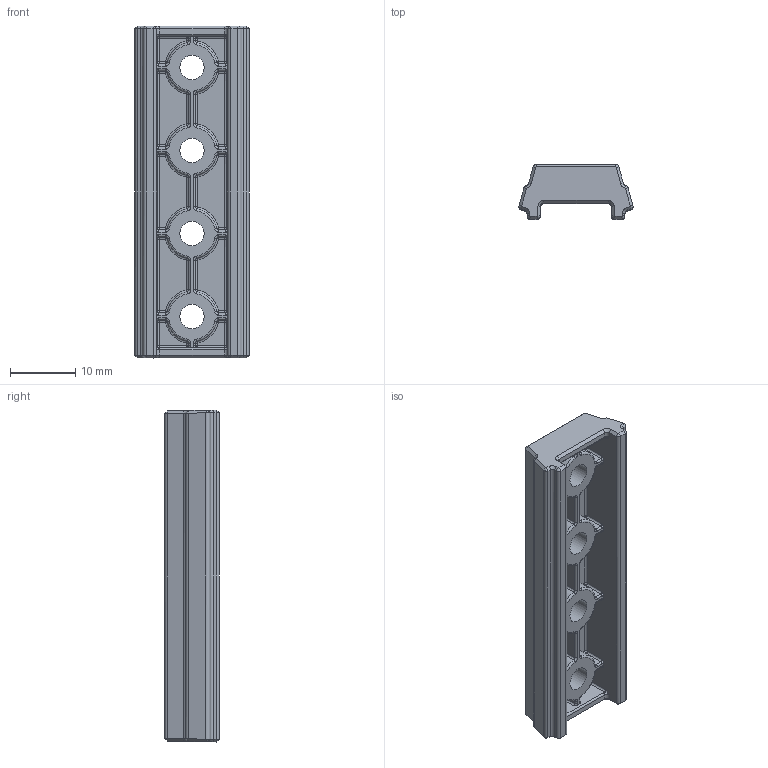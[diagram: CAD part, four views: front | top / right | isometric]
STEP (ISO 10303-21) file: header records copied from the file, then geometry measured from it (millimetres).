
FILE_DESCRIPTION(/* description */ ('STEP AP203'),/* implementation_level */ '2;1');
FILE_NAME(/* name */ 'Linear Slide (NEW) Truck inner.ipt.step',/* time_stamp */ '2020-04-16T23:03:42-04:00',/* author */ (''),/* organization */ (''),/* preprocessor_version */ 'ST-DEVELOPER v17',/* originating_system */ 'Autodesk Inventor 2019',/* authorisation */ '');
FILE_SCHEMA (('AUTOMOTIVE_DESIGN { 1 0 10303 214 3 1 1 }'));
Length unit declared in the file: inch
Products named in the file (1): Linear Slide (NEW) Truck inner
Bounding box: 17.45 x 8.37 x 50.79 mm (x, y, z)
Volume: 3420.1 mm3; surface area: 3819.7 mm2
Topology: 1 solids, 1 shells, 434 faces, 1062 edges, 592 vertices
Faces by surface type: cylinder 134, bspline 124, plane 84, sphere 56, torus 32, cone 4
Full cylindrical faces by diameter (mm): 3.7 x4, 4.2 x4
Entity records: 19440 total; most frequent: CARTESIAN_POINT 10127, ORIENTED_EDGE 2048, DIRECTION 1836, EDGE_CURVE 1024, AXIS2_PLACEMENT_3D 752, VERTEX_POINT 592, EDGE_LOOP 442, FACE_OUTER_BOUND 434
